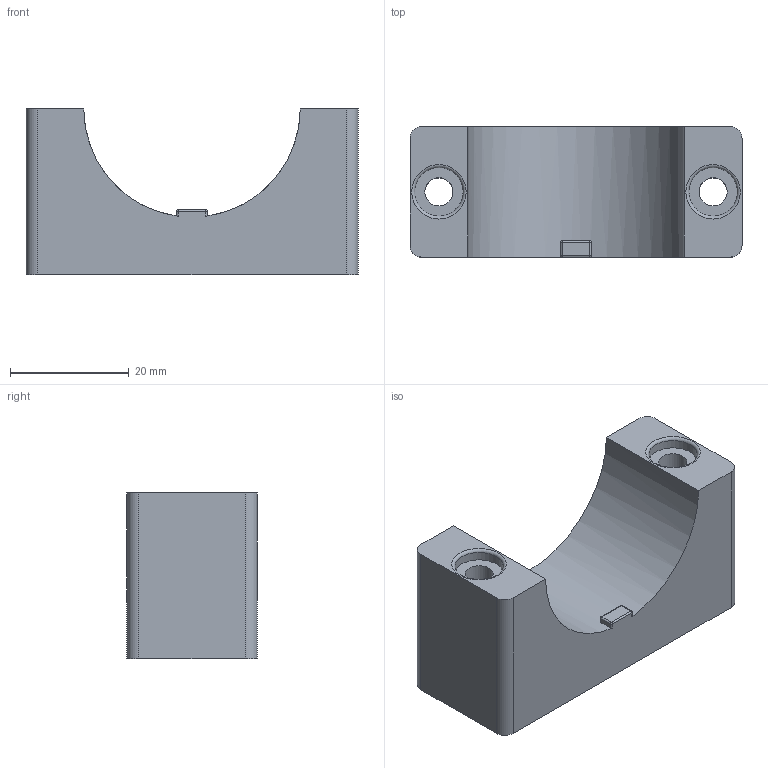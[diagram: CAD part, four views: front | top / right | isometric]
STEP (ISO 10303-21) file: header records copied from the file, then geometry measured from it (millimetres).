
FILE_DESCRIPTION(/* description */ (''),/* implementation_level */ '2;1');
FILE_NAME(/* name */ 'Bondtech QR Middle v1.step',/* time_stamp */ '2016-04-08T12:29:36-07:00',/* author */ (''),/* organization */ (''),/* preprocessor_version */ 'ST-DEVELOPER v16.2',/* originating_system */ 'Autodesk Translation Framework v4.3.0.3010',/* authorisation */ '');
FILE_SCHEMA (('AUTOMOTIVE_DESIGN { 1 0 10303 214 3 1 1 }'));
Length unit declared in the file: centimetre
Products named in the file (1): Bondtech QR Middle v1
Bounding box: 56 x 22 x 28 mm (x, y, z)
Volume: 21627.9 mm3; surface area: 6986.4 mm2
Topology: 1 solids, 1 shells, 42 faces, 92 edges, 56 vertices
Faces by surface type: cylinder 19, plane 15, torus 4, sphere 4
Full cylindrical faces by diameter (mm): 4.755 x2, 8.179 x4
Entity records: 1158 total; most frequent: CARTESIAN_POINT 217, DIRECTION 204, ORIENTED_EDGE 164, AXIS2_PLACEMENT_3D 83, EDGE_CURVE 82, EDGE_LOOP 60, VERTEX_POINT 56, FACE_OUTER_BOUND 42
